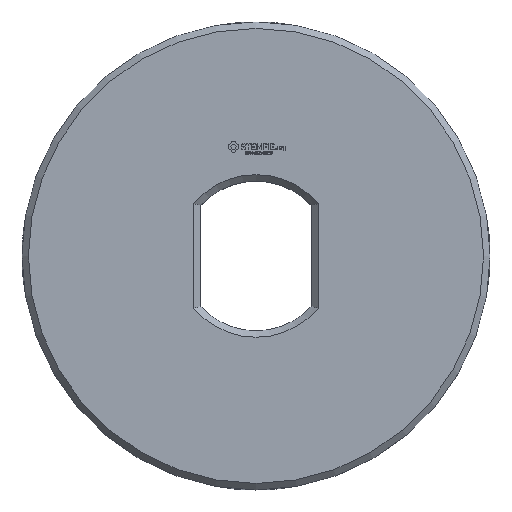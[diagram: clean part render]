
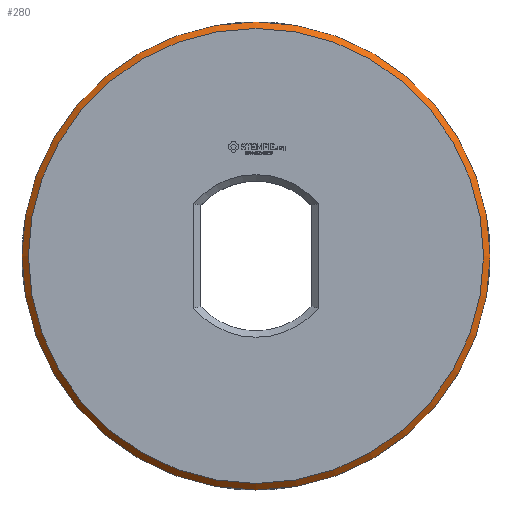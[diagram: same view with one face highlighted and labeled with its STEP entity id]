
A CAD part, top view. The second image highlights one B-rep face of the part: STEP entity #280.
In plain terms, the highlighted conical face has half-angle 45 degrees and reference radius 10.938 mm.
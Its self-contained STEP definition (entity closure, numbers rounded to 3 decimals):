
#73 = VERTEX_POINT('',#74);
#74 = CARTESIAN_POINT('',(10.938,0.,2.825));
#80 = EDGE_CURVE('',#73,#73,#81,.T.);
#81 = CIRCLE('',#82,10.938);
#82 = AXIS2_PLACEMENT_3D('',#83,#84,#85);
#83 = CARTESIAN_POINT('',(0.,0.,2.825));
#84 = DIRECTION('',(0.,0.,1.));
#85 = DIRECTION('',(1.,0.,0.));
#280 = ADVANCED_FACE('',(#281),#300,.T.);
#281 = FACE_BOUND('',#282,.T.);
#282 = EDGE_LOOP('',(#283,#291,#292,#293));
#283 = ORIENTED_EDGE('',*,*,#284,.F.);
#284 = EDGE_CURVE('',#73,#285,#287,.T.);
#285 = VERTEX_POINT('',#286);
#286 = CARTESIAN_POINT('',(10.638,0.,3.125));
#287 = LINE('',#288,#289);
#288 = CARTESIAN_POINT('',(10.938,0.,2.825));
#289 = VECTOR('',#290,1.);
#290 = DIRECTION('',(-0.707,0.,0.707));
#291 = ORIENTED_EDGE('',*,*,#80,.T.);
#292 = ORIENTED_EDGE('',*,*,#284,.T.);
#293 = ORIENTED_EDGE('',*,*,#294,.F.);
#294 = EDGE_CURVE('',#285,#285,#295,.T.);
#295 = CIRCLE('',#296,10.638);
#296 = AXIS2_PLACEMENT_3D('',#297,#298,#299);
#297 = CARTESIAN_POINT('',(0.,0.,3.125));
#298 = DIRECTION('',(0.,0.,1.));
#299 = DIRECTION('',(1.,0.,0.));
#300 = CONICAL_SURFACE('',#301,10.938,0.785);
#301 = AXIS2_PLACEMENT_3D('',#302,#303,#304);
#302 = CARTESIAN_POINT('',(0.,0.,2.825));
#303 = DIRECTION('',(-0.,-0.,-1.));
#304 = DIRECTION('',(1.,0.,0.));
